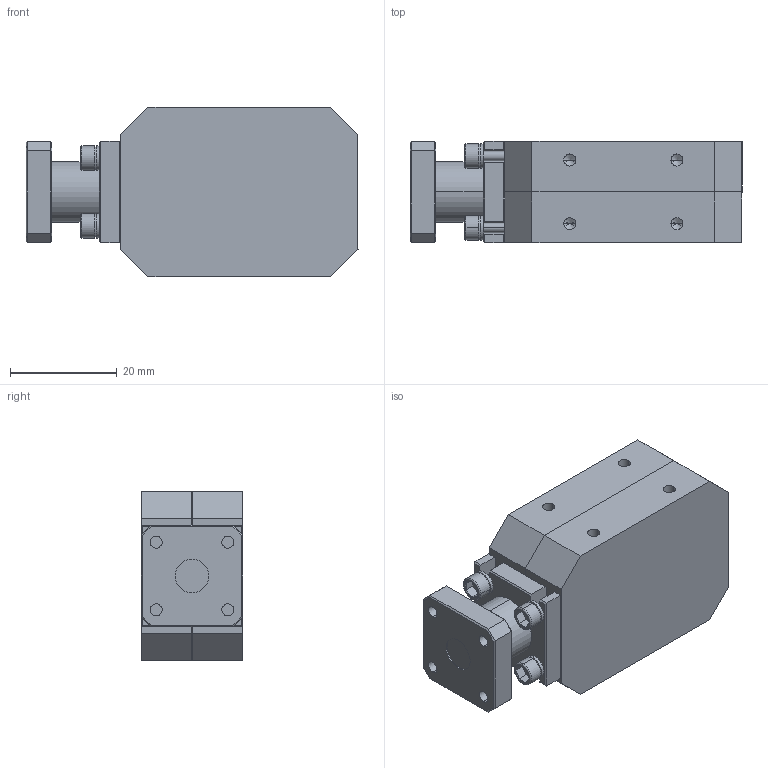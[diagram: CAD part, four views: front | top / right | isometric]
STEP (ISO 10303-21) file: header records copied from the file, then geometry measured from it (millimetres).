
FILE_DESCRIPTION (( 'STEP AP203' ), '1' );
FILE_NAME ('SAT-363-25028-C1.STEP', '2019-08-22T23:59:51', ( '' ), ( '' ), 'SwSTEP 2.0', 'SolidWorks 2016', '' );
FILE_SCHEMA (( 'CONFIG_CONTROL_DESIGN' ));
Length unit declared in the file: inch
Products named in the file (1): SAT-363-25028-C1
Bounding box: 62.23 x 19.05 x 31.75 mm (x, y, z)
Volume: 28553.3 mm3; surface area: 14260.9 mm2
Topology: 28 solids, 28 shells, 824 faces, 1724 edges, 1008 vertices
Faces by surface type: plane 342, cylinder 239, cone 235, torus 8
Entity records: 21947 total; most frequent: CARTESIAN_POINT 4308, DIRECTION 3848, ORIENTED_EDGE 3384, EDGE_CURVE 1692, AXIS2_PLACEMENT_3D 1474, VERTEX_POINT 1008, EDGE_LOOP 940, LINE 900
